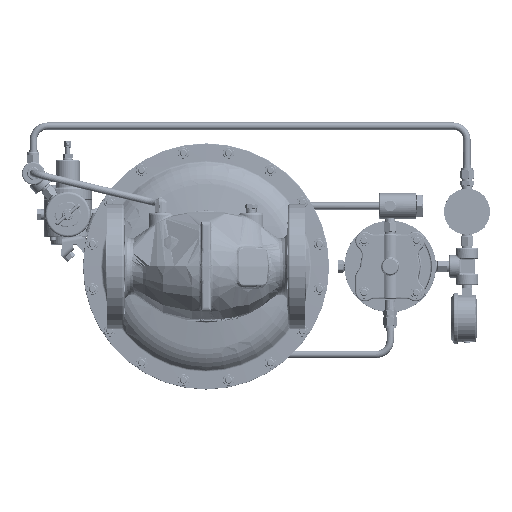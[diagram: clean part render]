
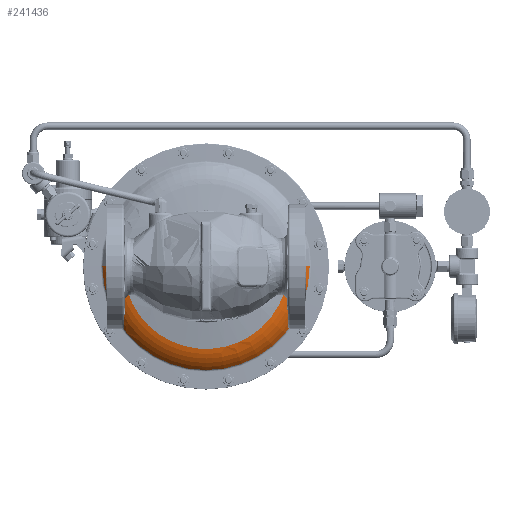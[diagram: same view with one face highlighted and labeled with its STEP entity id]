
A CAD part, front view. The second image highlights one B-rep face of the part: STEP entity #241436.
In plain terms, the highlighted toroidal (fillet/blend) face has major radius 101.046 mm and minor radius 46.038 mm.
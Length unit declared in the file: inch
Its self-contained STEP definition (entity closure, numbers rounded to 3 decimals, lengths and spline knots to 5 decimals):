
#3805 = CARTESIAN_POINT ( 'NONE',  ( -4.70066, 9.03978, -0.03226 ) ) ;
#10357 = CARTESIAN_POINT ( 'NONE',  ( -4.33854, 8.93254, -0.56198 ) ) ;
#14168 = DIRECTION ( 'NONE',  ( -1., 0., 0. ) ) ;
#37719 = VERTEX_POINT ( 'NONE', #597387 ) ;
#49643 = CARTESIAN_POINT ( 'NONE',  ( 0., 9.60795, 0. ) ) ;
#53073 = DIRECTION ( 'NONE',  ( -1., 0., 0. ) ) ;
#53527 = CARTESIAN_POINT ( 'NONE',  ( -4.58815, 8.99998, -0.34644 ) ) ;
#75096 = CIRCLE ( 'NONE', #624896, 1.8125 ) ;
#77466 = EDGE_CURVE ( 'NONE', #352979, #605162, #598672, .T. ) ;
#84403 = CIRCLE ( 'NONE', #211549, 1.8125 ) ;
#105759 = DIRECTION ( 'NONE',  ( 1., 0., 0. ) ) ;
#113501 = DIRECTION ( 'NONE',  ( 0., 0., -1. ) ) ;
#125555 = DIRECTION ( 'NONE',  ( 0., -1., 0. ) ) ;
#142464 = DIRECTION ( 'NONE',  ( 0., -1., 0. ) ) ;
#150235 = AXIS2_PLACEMENT_3D ( 'NONE', #410621, #155708, #53073 ) ;
#153828 = CARTESIAN_POINT ( 'NONE',  ( -4.70066, 9.03978, 0. ) ) ;
#155708 = DIRECTION ( 'NONE',  ( 0., -1., 0. ) ) ;
#162674 = CARTESIAN_POINT ( 'NONE',  ( -4.68985, 9.03569, -0.11239 ) ) ;
#165952 = CARTESIAN_POINT ( 'NONE',  ( -4.64522, 9.01935, -0.24999 ) ) ;
#202553 = CARTESIAN_POINT ( 'NONE',  ( -4.47001, 8.96476, -0.47322 ) ) ;
#211549 = AXIS2_PLACEMENT_3D ( 'NONE', #474349, #113501, #14168 ) ;
#212353 = CARTESIAN_POINT ( 'NONE',  ( -4.68644, 9.03441, -0.12842 ) ) ;
#221564 = CARTESIAN_POINT ( 'NONE',  ( -4.2786, 8.9218, -0.58557 ) ) ;
#241436 = ADVANCED_FACE ( 'NONE', ( #413868 ), #562869, .T. ) ;
#244871 = EDGE_CURVE ( 'NONE', #376004, #37719, #519511, .T. ) ;
#252289 = CARTESIAN_POINT ( 'NONE',  ( -4.45754, 8.96143, -0.48329 ) ) ;
#255532 = CARTESIAN_POINT ( 'NONE',  ( -4.67376, 9.0297, -0.1752 ) ) ;
#262112 = CARTESIAN_POINT ( 'NONE',  ( -4.59719, 9.00295, -0.33338 ) ) ;
#265349 = CARTESIAN_POINT ( 'NONE',  ( -4.61436, 9.0087, -0.30644 ) ) ;
#265681 = CARTESIAN_POINT ( 'NONE',  ( 0., 8.9218, 0. ) ) ;
#293940 = ORIENTED_EDGE ( 'NONE', *, *, #650217, .F. ) ;
#311766 = CARTESIAN_POINT ( 'NONE',  ( -4.70066, 9.03978, 0. ) ) ;
#313297 = AXIS2_PLACEMENT_3D ( 'NONE', #49643, #142464, #105759 ) ;
#315702 = EDGE_LOOP ( 'NONE', ( #574315, #596998, #316452, #387407, #293940 ) ) ;
#316452 = ORIENTED_EDGE ( 'NONE', *, *, #244871, .F. ) ;
#319392 = B_SPLINE_CURVE_WITH_KNOTS ( 'NONE', 3,
 ( #414326, #10357, #464039, #252289, #202553, #358253, #616307, #361543, #503854, #53527, #262112, #265349, #404560, #165952, #566576, #255532, #613022, #212353, #162674, #563306, #3805, #311766 ),
 .UNSPECIFIED., .F., .F.,
 ( 4, 2, 2, 2, 2, 2, 2, 2, 2, 2, 4 ),
 ( 0., 0.00492, 0.00615, 0.00738, 0.00984, 0.01107, 0.0123, 0.01476, 0.01599, 0.01722, 0.01968 ),
 .UNSPECIFIED. ) ;
#327639 = DIRECTION ( 'NONE',  ( -1., 0., 0. ) ) ;
#352979 = VERTEX_POINT ( 'NONE', #580984 ) ;
#358253 = CARTESIAN_POINT ( 'NONE',  ( -4.49401, 8.97138, -0.4524 ) ) ;
#361543 = CARTESIAN_POINT ( 'NONE',  ( -4.53908, 8.98445, -0.40819 ) ) ;
#376004 = VERTEX_POINT ( 'NONE', #221564 ) ;
#387407 = ORIENTED_EDGE ( 'NONE', *, *, #585889, .T. ) ;
#390513 = CARTESIAN_POINT ( 'NONE',  ( -3.97817, 10.70206, 0. ) ) ;
#404560 = CARTESIAN_POINT ( 'NONE',  ( -4.62253, 9.01149, -0.2925 ) ) ;
#410621 = CARTESIAN_POINT ( 'NONE',  ( 0., 10.70206, 0. ) ) ;
#413868 = FACE_OUTER_BOUND ( 'NONE', #315702, .T. ) ;
#414326 = CARTESIAN_POINT ( 'NONE',  ( -4.2786, 8.9218, -0.58557 ) ) ;
#435846 = CARTESIAN_POINT ( 'NONE',  ( 5.42319, 9.60795, 0. ) ) ;
#456225 = AXIS2_PLACEMENT_3D ( 'NONE', #265681, #125555, #327639 ) ;
#464039 = CARTESIAN_POINT ( 'NONE',  ( -4.3939, 8.94501, -0.53114 ) ) ;
#474349 = CARTESIAN_POINT ( 'NONE',  ( 3.97817, 10.70206, 0. ) ) ;
#503854 = CARTESIAN_POINT ( 'NONE',  ( -4.55974, 8.99084, -0.38442 ) ) ;
#519511 = CIRCLE ( 'NONE', #456225, 4.31849 ) ;
#529681 = DIRECTION ( 'NONE',  ( 0., 0., 1. ) ) ;
#562869 = TOROIDAL_SURFACE ( 'NONE', #150235, 3.97817, 1.8125 ) ;
#563306 = CARTESIAN_POINT ( 'NONE',  ( -4.69797, 9.03875, -0.06439 ) ) ;
#566576 = CARTESIAN_POINT ( 'NONE',  ( -4.65806, 9.02396, -0.22069 ) ) ;
#574315 = ORIENTED_EDGE ( 'NONE', *, *, #77466, .T. ) ;
#580984 = CARTESIAN_POINT ( 'NONE',  ( -5.42319, 9.60795, 0. ) ) ;
#582591 = DIRECTION ( 'NONE',  ( 1., 0., 0. ) ) ;
#583726 = EDGE_CURVE ( 'NONE', #605162, #37719, #84403, .T. ) ;
#585889 = EDGE_CURVE ( 'NONE', #376004, #627959, #319392, .T. ) ;
#596998 = ORIENTED_EDGE ( 'NONE', *, *, #583726, .T. ) ;
#597387 = CARTESIAN_POINT ( 'NONE',  ( 4.31849, 8.9218, 0. ) ) ;
#598672 = CIRCLE ( 'NONE', #313297, 5.42319 ) ;
#605162 = VERTEX_POINT ( 'NONE', #435846 ) ;
#613022 = CARTESIAN_POINT ( 'NONE',  ( -4.6784, 9.03142, -0.15979 ) ) ;
#616307 = CARTESIAN_POINT ( 'NONE',  ( -4.50559, 8.97467, -0.44163 ) ) ;
#624896 = AXIS2_PLACEMENT_3D ( 'NONE', #390513, #529681, #582591 ) ;
#627959 = VERTEX_POINT ( 'NONE', #153828 ) ;
#650217 = EDGE_CURVE ( 'NONE', #352979, #627959, #75096, .T. ) ;
